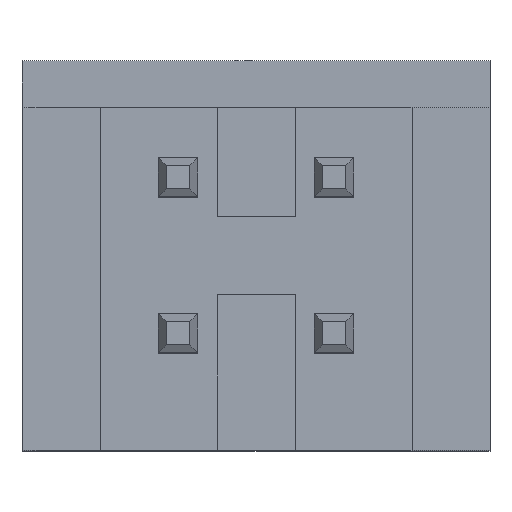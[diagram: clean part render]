
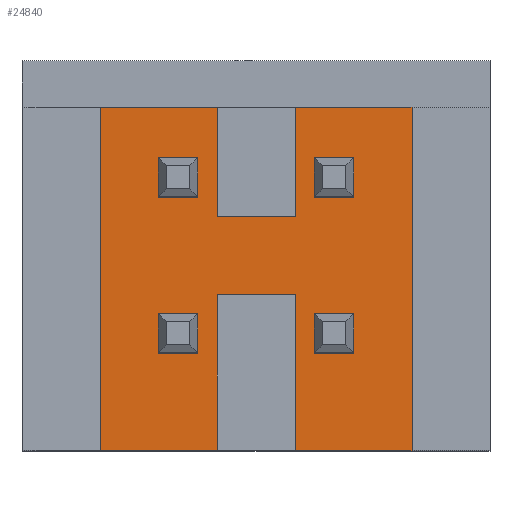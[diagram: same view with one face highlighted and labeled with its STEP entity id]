
A CAD part, top view. The second image highlights one B-rep face of the part: STEP entity #24840.
In plain terms, the highlighted planar face has unit normal (0, 0, 1).
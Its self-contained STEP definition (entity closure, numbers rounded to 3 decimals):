
#3450=CARTESIAN_POINT('',(-6.722,0.655,6.45));
#3460=VERTEX_POINT('',#3450);
#3490=CARTESIAN_POINT('',(-6.444,0.655,6.45));
#3500=DIRECTION('',(1.,0.,0.));
#3510=VECTOR('',#3500,1.);
#3520=LINE('',#3490,#3510);
#3530=CARTESIAN_POINT('',(-7.722,0.655,6.45));
#3540=VERTEX_POINT('',#3530);
#3550=EDGE_CURVE('',#3540,#3460,#3520,.T.);
#7810=CARTESIAN_POINT('',(-8.472,-0.595,6.45));
#7820=VERTEX_POINT('',#7810);
#7970=CARTESIAN_POINT('',(-8.472,-1.095,6.45));
#7980=VERTEX_POINT('',#7970);
#8010=CARTESIAN_POINT('',(-8.472,0.,6.45));
#8020=DIRECTION('',(0.,1.,0.));
#8030=VECTOR('',#8020,1.);
#8040=LINE('',#8010,#8030);
#8050=EDGE_CURVE('',#7980,#7820,#8040,.T.);
#8690=CARTESIAN_POINT('',(-7.972,-1.095,6.45));
#8700=VERTEX_POINT('',#8690);
#8730=CARTESIAN_POINT('',(0.,-1.095,6.45));
#8740=DIRECTION('',(1.,0.,0.));
#8750=VECTOR('',#8740,1.);
#8760=LINE('',#8730,#8750);
#8770=EDGE_CURVE('',#7980,#8700,#8760,.T.);
#9840=CARTESIAN_POINT('',(-8.472,1.405,6.45));
#9850=VERTEX_POINT('',#9840);
#9930=CARTESIAN_POINT('',(-8.472,0.905,6.45));
#9940=VERTEX_POINT('',#9930);
#9970=CARTESIAN_POINT('',(-8.472,0.,6.45));
#9980=DIRECTION('',(0.,1.,0.));
#9990=VECTOR('',#9980,1.);
#10000=LINE('',#9970,#9990);
#10010=EDGE_CURVE('',#9940,#9850,#10000,.T.);
#10480=CARTESIAN_POINT('',(-6.722,-0.345,6.45));
#10490=VERTEX_POINT('',#10480);
#10640=CARTESIAN_POINT('',(-7.722,-0.345,6.45));
#10650=VERTEX_POINT('',#10640);
#10680=CARTESIAN_POINT('',(-8.,-0.345,6.45));
#10690=DIRECTION('',(-1.,0.,0.));
#10700=VECTOR('',#10690,1.);
#10710=LINE('',#10680,#10700);
#10720=EDGE_CURVE('',#10490,#10650,#10710,.T.);
#11430=CARTESIAN_POINT('',(-7.972,0.905,6.45));
#11440=VERTEX_POINT('',#11430);
#11470=CARTESIAN_POINT('',(0.,0.905,6.45));
#11480=DIRECTION('',(1.,0.,0.));
#11490=VECTOR('',#11480,1.);
#11500=LINE('',#11470,#11490);
#11510=EDGE_CURVE('',#9940,#11440,#11500,.T.);
#12380=CARTESIAN_POINT('',(-7.722,0.,6.45));
#12390=DIRECTION('',(0.,-1.,0.));
#12400=VECTOR('',#12390,1.);
#12410=LINE('',#12380,#12400);
#12420=CARTESIAN_POINT('',(-7.722,2.055,6.45));
#12430=VERTEX_POINT('',#12420);
#12440=EDGE_CURVE('',#12430,#3540,#12410,.T.);
#12920=CARTESIAN_POINT('',(-7.972,-0.595,6.45));
#12930=VERTEX_POINT('',#12920);
#12980=CARTESIAN_POINT('',(0.,-0.595,6.45));
#12990=DIRECTION('',(-1.,0.,0.));
#13000=VECTOR('',#12990,1.);
#13010=LINE('',#12980,#13000);
#13020=EDGE_CURVE('',#12930,#7820,#13010,.T.);
#14420=CARTESIAN_POINT('',(-9.222,-2.345,6.45));
#14430=VERTEX_POINT('',#14420);
#14460=CARTESIAN_POINT('',(0.,-2.345,6.45));
#14470=DIRECTION('',(1.,0.,0.));
#14480=VECTOR('',#14470,1.);
#14490=LINE('',#14460,#14480);
#14500=CARTESIAN_POINT('',(-7.722,-2.345,6.45));
#14510=VERTEX_POINT('',#14500);
#14520=EDGE_CURVE('',#14430,#14510,#14490,.T.);
#14650=CARTESIAN_POINT('',(-6.722,-2.345,6.45));
#14660=VERTEX_POINT('',#14650);
#14690=CARTESIAN_POINT('',(-14.444,-2.345,6.45));
#14700=DIRECTION('',(-1.,0.,0.));
#14710=VECTOR('',#14700,1.);
#14720=LINE('',#14690,#14710);
#14730=CARTESIAN_POINT('',(-5.222,-2.345,6.45));
#14740=VERTEX_POINT('',#14730);
#14750=EDGE_CURVE('',#14740,#14660,#14720,.T.);
#15820=CARTESIAN_POINT('',(-7.972,1.405,6.45));
#15830=VERTEX_POINT('',#15820);
#15860=CARTESIAN_POINT('',(-7.972,0.,6.45));
#15870=DIRECTION('',(0.,1.,0.));
#15880=VECTOR('',#15870,1.);
#15890=LINE('',#15860,#15880);
#15900=EDGE_CURVE('',#11440,#15830,#15890,.T.);
#16390=CARTESIAN_POINT('',(0.,1.405,6.45));
#16400=DIRECTION('',(-1.,0.,0.));
#16410=VECTOR('',#16400,1.);
#16420=LINE('',#16390,#16410);
#16430=EDGE_CURVE('',#15830,#9850,#16420,.T.);
#17320=CARTESIAN_POINT('',(-7.972,0.,6.45));
#17330=DIRECTION('',(0.,1.,0.));
#17340=VECTOR('',#17330,1.);
#17350=LINE('',#17320,#17340);
#17360=EDGE_CURVE('',#8700,#12930,#17350,.T.);
#23440=CARTESIAN_POINT('',(-28.27,0.014,6.45));
#23450=DIRECTION('',(0.,0.,1.));
#23460=DIRECTION('',(1.,0.,0.));
#23470=AXIS2_PLACEMENT_3D('',#23440,#23450,#23460);
#23480=PLANE('',#23470);
#23490=CARTESIAN_POINT('',(-7.722,0.,6.45));
#23500=DIRECTION('',(0.,1.,0.));
#23510=VECTOR('',#23500,1.);
#23520=LINE('',#23490,#23510);
#23530=EDGE_CURVE('',#14510,#10650,#23520,.T.);
#23540=ORIENTED_EDGE('',*,*,#23530,.T.);
#23550=ORIENTED_EDGE('',*,*,#14520,.T.);
#23560=CARTESIAN_POINT('',(-9.222,0.,6.45));
#23570=DIRECTION('',(0.,-1.,0.));
#23580=VECTOR('',#23570,1.);
#23590=LINE('',#23560,#23580);
#23600=CARTESIAN_POINT('',(-9.222,2.055,6.45));
#23610=VERTEX_POINT('',#23600);
#23620=EDGE_CURVE('',#23610,#14430,#23590,.T.);
#23630=ORIENTED_EDGE('',*,*,#23620,.T.);
#23640=CARTESIAN_POINT('',(-6.444,2.055,6.45));
#23650=DIRECTION('',(1.,0.,0.));
#23660=VECTOR('',#23650,1.);
#23670=LINE('',#23640,#23660);
#23680=EDGE_CURVE('',#23610,#12430,#23670,.T.);
#23690=ORIENTED_EDGE('',*,*,#23680,.F.);
#23700=ORIENTED_EDGE('',*,*,#12440,.F.);
#23710=ORIENTED_EDGE('',*,*,#3550,.F.);
#23720=CARTESIAN_POINT('',(-6.722,0.,6.45));
#23730=DIRECTION('',(0.,-1.,0.));
#23740=VECTOR('',#23730,1.);
#23750=LINE('',#23720,#23740);
#23760=CARTESIAN_POINT('',(-6.722,2.055,6.45));
#23770=VERTEX_POINT('',#23760);
#23780=EDGE_CURVE('',#23770,#3460,#23750,.T.);
#23790=ORIENTED_EDGE('',*,*,#23780,.T.);
#23800=CARTESIAN_POINT('',(-8.,2.055,6.45));
#23810=DIRECTION('',(-1.,0.,0.));
#23820=VECTOR('',#23810,1.);
#23830=LINE('',#23800,#23820);
#23840=CARTESIAN_POINT('',(-5.222,2.055,6.45));
#23850=VERTEX_POINT('',#23840);
#23860=EDGE_CURVE('',#23850,#23770,#23830,.T.);
#23870=ORIENTED_EDGE('',*,*,#23860,.T.);
#23880=CARTESIAN_POINT('',(-5.222,0.,6.45));
#23890=DIRECTION('',(0.,-1.,0.));
#23900=VECTOR('',#23890,1.);
#23910=LINE('',#23880,#23900);
#23920=EDGE_CURVE('',#23850,#14740,#23910,.T.);
#23930=ORIENTED_EDGE('',*,*,#23920,.F.);
#23940=ORIENTED_EDGE('',*,*,#14750,.F.);
#23950=CARTESIAN_POINT('',(-6.722,0.,6.45));
#23960=DIRECTION('',(0.,1.,0.));
#23970=VECTOR('',#23960,1.);
#23980=LINE('',#23950,#23970);
#23990=EDGE_CURVE('',#14660,#10490,#23980,.T.);
#24000=ORIENTED_EDGE('',*,*,#23990,.F.);
#24010=ORIENTED_EDGE('',*,*,#10720,.F.);
#24020=EDGE_LOOP('',(#24010,#24000,#23940,#23930,#23870,#23790,#23710,
#23700,#23690,#23630,#23550,#23540));
#24030=FACE_OUTER_BOUND('',#24020,.T.);
#24040=CARTESIAN_POINT('',(-5.972,0.,6.45));
#24050=DIRECTION('',(0.,1.,0.));
#24060=VECTOR('',#24050,1.);
#24070=LINE('',#24040,#24060);
#24080=CARTESIAN_POINT('',(-5.972,0.905,6.45));
#24090=VERTEX_POINT('',#24080);
#24100=CARTESIAN_POINT('',(-5.972,1.405,6.45));
#24110=VERTEX_POINT('',#24100);
#24120=EDGE_CURVE('',#24090,#24110,#24070,.T.);
#24130=ORIENTED_EDGE('',*,*,#24120,.F.);
#24140=CARTESIAN_POINT('',(-30.,1.405,6.45));
#24150=DIRECTION('',(-1.,0.,0.));
#24160=VECTOR('',#24150,1.);
#24170=LINE('',#24140,#24160);
#24180=CARTESIAN_POINT('',(-6.472,1.405,6.45));
#24190=VERTEX_POINT('',#24180);
#24200=EDGE_CURVE('',#24110,#24190,#24170,.T.);
#24210=ORIENTED_EDGE('',*,*,#24200,.F.);
#24220=CARTESIAN_POINT('',(-6.472,0.,6.45));
#24230=DIRECTION('',(0.,1.,0.));
#24240=VECTOR('',#24230,1.);
#24250=LINE('',#24220,#24240);
#24260=CARTESIAN_POINT('',(-6.472,0.905,6.45));
#24270=VERTEX_POINT('',#24260);
#24280=EDGE_CURVE('',#24270,#24190,#24250,.T.);
#24290=ORIENTED_EDGE('',*,*,#24280,.T.);
#24300=CARTESIAN_POINT('',(-30.,0.905,6.45));
#24310=DIRECTION('',(1.,0.,0.));
#24320=VECTOR('',#24310,1.);
#24330=LINE('',#24300,#24320);
#24340=EDGE_CURVE('',#24270,#24090,#24330,.T.);
#24350=ORIENTED_EDGE('',*,*,#24340,.F.);
#24360=EDGE_LOOP('',(#24350,#24290,#24210,#24130));
#24370=FACE_BOUND('',#24360,.T.);
#24380=CARTESIAN_POINT('',(-5.972,0.,6.45));
#24390=DIRECTION('',(0.,1.,0.));
#24400=VECTOR('',#24390,1.);
#24410=LINE('',#24380,#24400);
#24420=CARTESIAN_POINT('',(-5.972,-1.095,6.45));
#24430=VERTEX_POINT('',#24420);
#24440=CARTESIAN_POINT('',(-5.972,-0.595,6.45));
#24450=VERTEX_POINT('',#24440);
#24460=EDGE_CURVE('',#24430,#24450,#24410,.T.);
#24470=ORIENTED_EDGE('',*,*,#24460,.F.);
#24480=CARTESIAN_POINT('',(-30.,-0.595,6.45));
#24490=DIRECTION('',(-1.,0.,0.));
#24500=VECTOR('',#24490,1.);
#24510=LINE('',#24480,#24500);
#24520=CARTESIAN_POINT('',(-6.472,-0.595,6.45));
#24530=VERTEX_POINT('',#24520);
#24540=EDGE_CURVE('',#24450,#24530,#24510,.T.);
#24550=ORIENTED_EDGE('',*,*,#24540,.F.);
#24560=CARTESIAN_POINT('',(-6.472,0.,6.45));
#24570=DIRECTION('',(0.,1.,0.));
#24580=VECTOR('',#24570,1.);
#24590=LINE('',#24560,#24580);
#24600=CARTESIAN_POINT('',(-6.472,-1.095,6.45));
#24610=VERTEX_POINT('',#24600);
#24620=EDGE_CURVE('',#24610,#24530,#24590,.T.);
#24630=ORIENTED_EDGE('',*,*,#24620,.T.);
#24640=CARTESIAN_POINT('',(-30.,-1.095,6.45));
#24650=DIRECTION('',(1.,0.,0.));
#24660=VECTOR('',#24650,1.);
#24670=LINE('',#24640,#24660);
#24680=EDGE_CURVE('',#24610,#24430,#24670,.T.);
#24690=ORIENTED_EDGE('',*,*,#24680,.F.);
#24700=EDGE_LOOP('',(#24690,#24630,#24550,#24470));
#24710=FACE_BOUND('',#24700,.T.);
#24720=ORIENTED_EDGE('',*,*,#17360,.F.);
#24730=ORIENTED_EDGE('',*,*,#13020,.F.);
#24740=ORIENTED_EDGE('',*,*,#8050,.T.);
#24750=ORIENTED_EDGE('',*,*,#8770,.F.);
#24760=EDGE_LOOP('',(#24750,#24740,#24730,#24720));
#24770=FACE_BOUND('',#24760,.T.);
#24780=ORIENTED_EDGE('',*,*,#15900,.F.);
#24790=ORIENTED_EDGE('',*,*,#16430,.F.);
#24800=ORIENTED_EDGE('',*,*,#10010,.T.);
#24810=ORIENTED_EDGE('',*,*,#11510,.F.);
#24820=EDGE_LOOP('',(#24810,#24800,#24790,#24780));
#24830=FACE_BOUND('',#24820,.T.);
#24840=ADVANCED_FACE('',(#24030,#24370,#24710,#24770,#24830),#23480,.T.)
;
